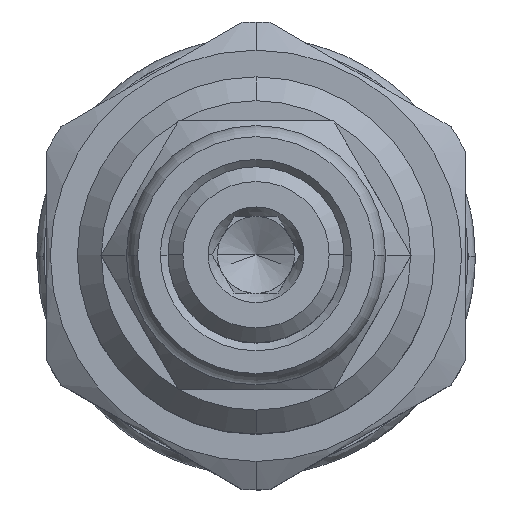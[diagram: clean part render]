
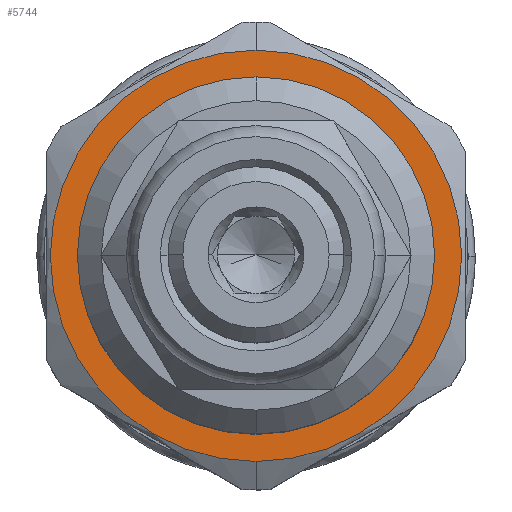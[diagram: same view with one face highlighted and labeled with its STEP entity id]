
A CAD part, top view. The second image highlights one B-rep face of the part: STEP entity #5744.
In plain terms, the highlighted planar face has unit normal (0, 0, 1).
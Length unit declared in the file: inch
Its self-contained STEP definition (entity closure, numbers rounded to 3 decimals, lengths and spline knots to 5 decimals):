
#1504=CARTESIAN_POINT('',(0.,0.,3.147));
#1505=DIRECTION('',(0.,0.,1.));
#1506=DIRECTION('',(0.,-1.,0.));
#1507=AXIS2_PLACEMENT_3D('',#1504,#1505,#1506);
#1509=CARTESIAN_POINT('',(0.,0.,3.147));
#1510=DIRECTION('',(0.,0.,-1.));
#1511=DIRECTION('',(0.,-1.,0.));
#1512=AXIS2_PLACEMENT_3D('',#1509,#1510,#1511);
#1518=CARTESIAN_POINT('',(0.,0.,3.147));
#1519=DIRECTION('',(0.,0.,-1.));
#1520=DIRECTION('',(0.,-1.,0.));
#1521=AXIS2_PLACEMENT_3D('',#1518,#1519,#1520);
#3512=CARTESIAN_POINT('',(0.,0.,3.147));
#3513=DIRECTION('',(0.,0.,1.));
#3514=DIRECTION('',(0.,-1.,0.));
#3515=AXIS2_PLACEMENT_3D('',#3512,#3513,#3514);
#4567=CARTESIAN_POINT('',(0.,-0.43,3.147));
#4569=VERTEX_POINT('',#4567);
#4571=CARTESIAN_POINT('',(0.,0.43,3.147));
#4573=VERTEX_POINT('',#4571);
#4575=CARTESIAN_POINT('',(0.,-0.3735,3.147));
#4576=CARTESIAN_POINT('',(0.,0.3735,3.147));
#4577=VERTEX_POINT('',#4575);
#4578=VERTEX_POINT('',#4576);
#5729=CARTESIAN_POINT('',(0.,0.,3.147));
#5730=DIRECTION('',(0.,0.,1.));
#5731=DIRECTION('',(0.,-1.,0.));
#5732=AXIS2_PLACEMENT_3D('',#5729,#5730,#5731);
#5733=PLANE('',#5732);
#5735=ORIENTED_EDGE('',*,*,#5734,.T.);
#5737=ORIENTED_EDGE('',*,*,#5736,.F.);
#5738=EDGE_LOOP('',(#5735,#5737));
#5739=FACE_OUTER_BOUND('',#5738,.F.);
#5740=ORIENTED_EDGE('',*,*,#5694,.T.);
#5741=ORIENTED_EDGE('',*,*,#5722,.F.);
#5742=EDGE_LOOP('',(#5740,#5741));
#5743=FACE_BOUND('',#5742,.F.);
#5744=ADVANCED_FACE('',(#5739,#5743),#5733,.T.);
#1508=CIRCLE('',#1507,0.3735);
#1513=CIRCLE('',#1512,0.3735);
#1522=CIRCLE('',#1521,0.43);
#3516=CIRCLE('',#3515,0.43);
#5694=EDGE_CURVE('',#4577,#4578,#1508,.T.);
#5722=EDGE_CURVE('',#4577,#4578,#1513,.T.);
#5734=EDGE_CURVE('',#4569,#4573,#1522,.T.);
#5736=EDGE_CURVE('',#4569,#4573,#3516,.T.);
